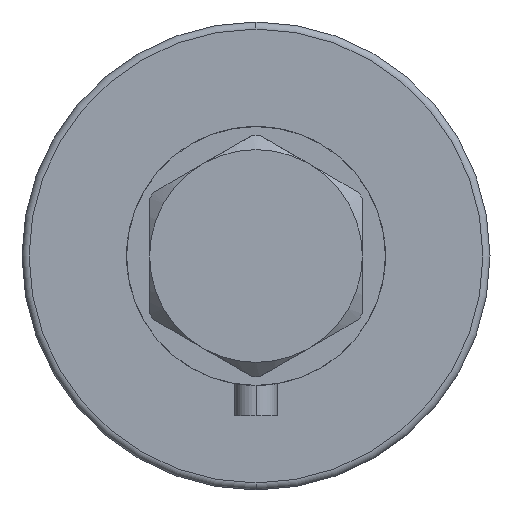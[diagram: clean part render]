
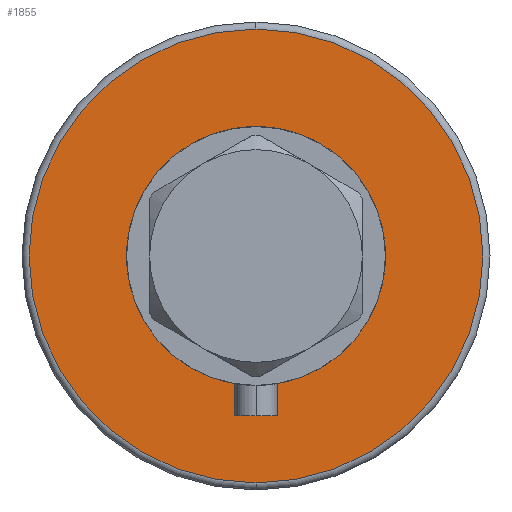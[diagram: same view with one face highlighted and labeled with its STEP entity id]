
A CAD part, left-side view. The second image highlights one B-rep face of the part: STEP entity #1855.
In plain terms, the highlighted face is planar.
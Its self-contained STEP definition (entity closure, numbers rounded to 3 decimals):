
#237 = DIRECTION ( 'NONE',  ( 1., 0., 0. ) ) ;
#306 = VERTEX_POINT ( 'NONE', #994 ) ;
#456 = DIRECTION ( 'NONE',  ( 1., 0., 0. ) ) ;
#560 = FACE_BOUND ( 'NONE', #2338, .T. ) ;
#893 = CIRCLE ( 'NONE', #1212, 64. ) ;
#977 = AXIS2_PLACEMENT_3D ( 'NONE', #3839, #3858, #1530 ) ;
#994 = CARTESIAN_POINT ( 'NONE',  ( -64., 0., 0. ) ) ;
#1154 = EDGE_CURVE ( 'NONE', #2842, #2190, #1829, .T. ) ;
#1212 = AXIS2_PLACEMENT_3D ( 'NONE', #3519, #1894, #456 ) ;
#1297 = CARTESIAN_POINT ( 'NONE',  ( 64., 0., 0. ) ) ;
#1312 = FACE_OUTER_BOUND ( 'NONE', #4226, .T. ) ;
#1337 = DIRECTION ( 'NONE',  ( 1., 0., 0. ) ) ;
#1389 = CARTESIAN_POINT ( 'NONE',  ( 0., 0., 0. ) ) ;
#1404 = CARTESIAN_POINT ( 'NONE',  ( 0., 0., 0. ) ) ;
#1413 = EDGE_CURVE ( 'NONE', #3709, #306, #893, .T. ) ;
#1530 = DIRECTION ( 'NONE',  ( 1., 0., 0. ) ) ;
#1761 = CIRCLE ( 'NONE', #977, 30. ) ;
#1805 = ORIENTED_EDGE ( 'NONE', *, *, #4663, .T. ) ;
#1829 = CIRCLE ( 'NONE', #3013, 30. ) ;
#1855 = ADVANCED_FACE ( 'NONE', ( #1312, #560 ), #2437, .F. ) ;
#1894 = DIRECTION ( 'NONE',  ( 0., 0., -1. ) ) ;
#1949 = EDGE_CURVE ( 'NONE', #306, #3709, #3964, .T. ) ;
#2190 = VERTEX_POINT ( 'NONE', #2848 ) ;
#2338 = EDGE_LOOP ( 'NONE', ( #4394, #1805 ) ) ;
#2400 = ORIENTED_EDGE ( 'NONE', *, *, #1949, .T. ) ;
#2437 = PLANE ( 'NONE',  #3898 ) ;
#2842 = VERTEX_POINT ( 'NONE', #3068 ) ;
#2848 = CARTESIAN_POINT ( 'NONE',  ( -30., 0., 0. ) ) ;
#3013 = AXIS2_PLACEMENT_3D ( 'NONE', #1389, #4364, #1337 ) ;
#3068 = CARTESIAN_POINT ( 'NONE',  ( 30., 0., 0. ) ) ;
#3281 = DIRECTION ( 'NONE',  ( 1., 0., 0. ) ) ;
#3519 = CARTESIAN_POINT ( 'NONE',  ( 0., 0., 0. ) ) ;
#3658 = ORIENTED_EDGE ( 'NONE', *, *, #1413, .T. ) ;
#3709 = VERTEX_POINT ( 'NONE', #1297 ) ;
#3839 = CARTESIAN_POINT ( 'NONE',  ( 0., 0., 0. ) ) ;
#3858 = DIRECTION ( 'NONE',  ( 0., 0., 1. ) ) ;
#3898 = AXIS2_PLACEMENT_3D ( 'NONE', #4705, #4656, #237 ) ;
#3964 = CIRCLE ( 'NONE', #4674, 64. ) ;
#4068 = DIRECTION ( 'NONE',  ( 0., 0., -1. ) ) ;
#4226 = EDGE_LOOP ( 'NONE', ( #3658, #2400 ) ) ;
#4364 = DIRECTION ( 'NONE',  ( 0., 0., 1. ) ) ;
#4394 = ORIENTED_EDGE ( 'NONE', *, *, #1154, .T. ) ;
#4656 = DIRECTION ( 'NONE',  ( 0., 0., 1. ) ) ;
#4663 = EDGE_CURVE ( 'NONE', #2190, #2842, #1761, .T. ) ;
#4674 = AXIS2_PLACEMENT_3D ( 'NONE', #1404, #4068, #3281 ) ;
#4705 = CARTESIAN_POINT ( 'NONE',  ( 0., 0., 0. ) ) ;
